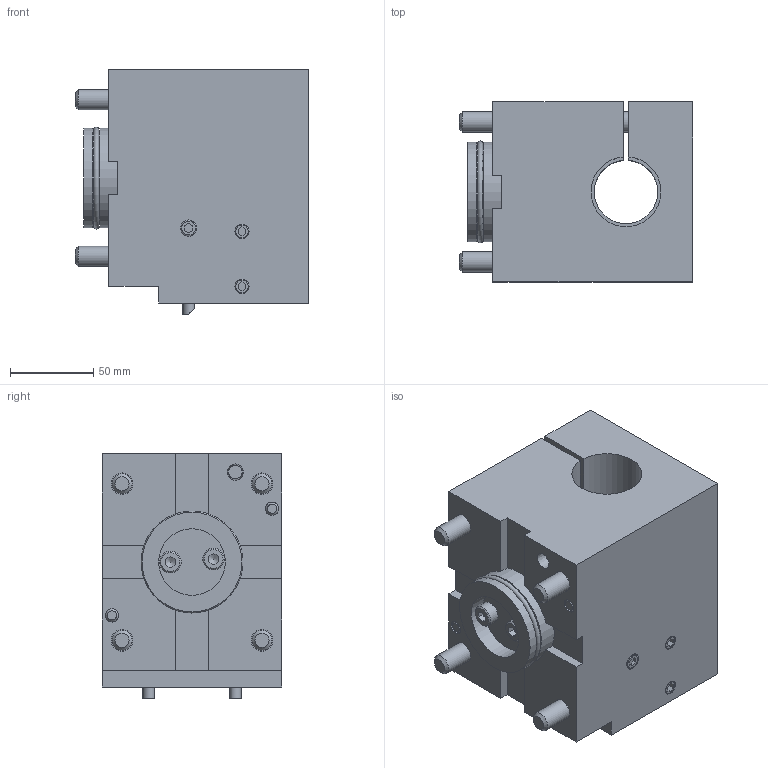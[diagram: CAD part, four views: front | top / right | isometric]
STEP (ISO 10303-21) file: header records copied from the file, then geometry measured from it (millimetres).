
FILE_DESCRIPTION (( 'STEP AP203' ), '1' );
FILE_NAME ('MNL12-BGS15Z_T10143A02.STEP', '2021-02-08T16:22:22', ( '' ), ( '' ), 'SwSTEP 2.0', 'SolidWorks 2020', '' );
FILE_SCHEMA (( 'CONFIG_CONTROL_DESIGN' ));
Length unit declared in the file: inch
Products named in the file (1): MNL12-BGS15Z_T10143A02
Bounding box: 140 x 108 x 146.75 mm (x, y, z)
Volume: 1563372 mm3; surface area: 207569.6 mm2
Topology: 19 solids, 19 shells, 343 faces, 719 edges, 444 vertices
Faces by surface type: plane 214, cylinder 76, cone 50, sphere 2, torus 1
Full cylindrical faces by diameter (mm): 3 x2, 5.1 x2, 6 x2, 6.8 x2, 7 x2, 8 x8, 8.2 x4, 8.5 x7, 8.8 x2, 9.525 x2, 10 x2, 11.3 x2, 12 x5, 13 x9, 14 x2, 18 x5, 20 x5, 40 x1, 45 x1, 53.2 x1, 55 x1, 59.9 x3
Entity records: 8708 total; most frequent: CARTESIAN_POINT 1966, DIRECTION 1446, ORIENTED_EDGE 1086, AXIS2_PLACEMENT_3D 574, EDGE_CURVE 543, EDGE_LOOP 530, FACE_OUTER_BOUND 414, VERTEX_POINT 391
